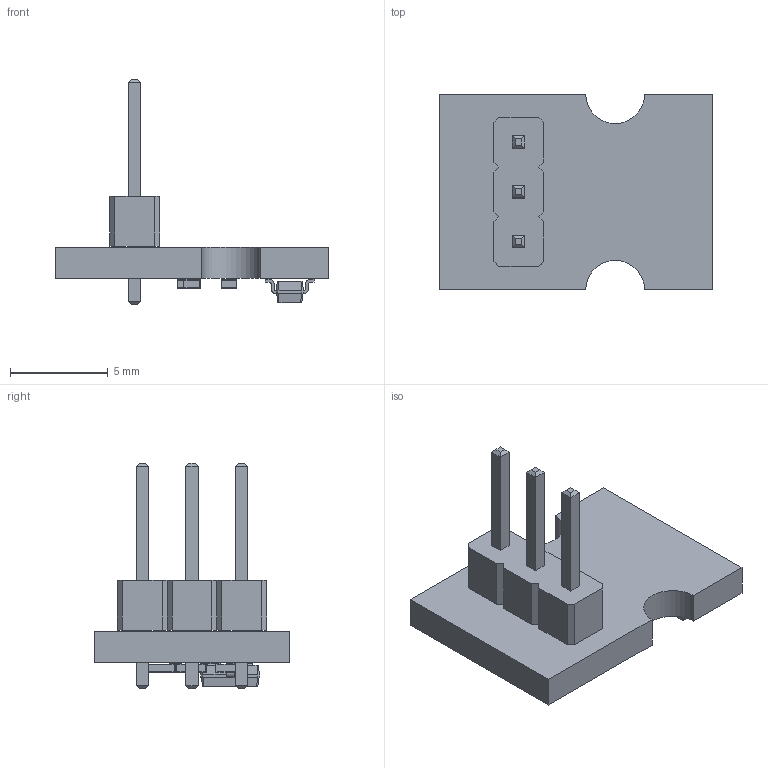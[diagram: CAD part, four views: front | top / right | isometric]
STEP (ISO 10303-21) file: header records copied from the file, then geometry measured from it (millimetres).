
FILE_DESCRIPTION(('KiCad electronic assembly'),'2;1');
FILE_NAME('TFPROBE01A.step','2023-08-10T08:29:47',('Pcbnew'),('Kicad'), 'Open CASCADE STEP processor 7.5','KiCad to STEP converter','Unknown' );
FILE_SCHEMA(('AUTOMOTIVE_DESIGN { 1 0 10303 214 1 1 1 1 }'));
Length unit declared in the file: millimetre
Products named in the file (10): TFPROBE01A 1; PinHeader_1x03_P2.54mm_Vertical; SOLID; R_0603_1608Metric; SOT-23; R_0805_2012Metric; tmpk5qcnq6f PCB
Assembly tree (10 placements, depth 3):
  TFPROBE01A 1
    PinHeader_1x03_P2.54mm_Vertical
      SOLID
    R_0603_1608Metric  x2
      SOLID
    SOT-23
      SOLID
    R_0805_2012Metric
      SOLID
    tmpk5qcnq6f PCB
Bounding box: 14 x 10 x 11.54 mm (x, y, z)
Volume: 275.3 mm3; surface area: 552.2 mm2
Topology: 6 solids, 6 shells, 243 faces, 597 edges, 372 vertices
Faces by surface type: bspline 230, plane 8, cylinder 5
Full cylindrical faces by diameter (mm): 0.889 x3
Entity records: 13428 total; most frequent: CARTESIAN_POINT 4647, B_SPLINE_CURVE_WITH_KNOTS 1380, ORIENTED_EDGE 1058, PCURVE 1058, DEFINITIONAL_REPRESENTATION 1058, EDGE_CURVE 529, SURFACE_CURVE 526, VERTEX_POINT 328
